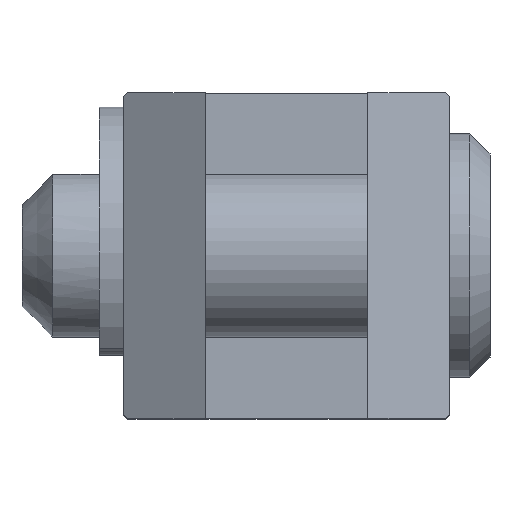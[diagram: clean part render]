
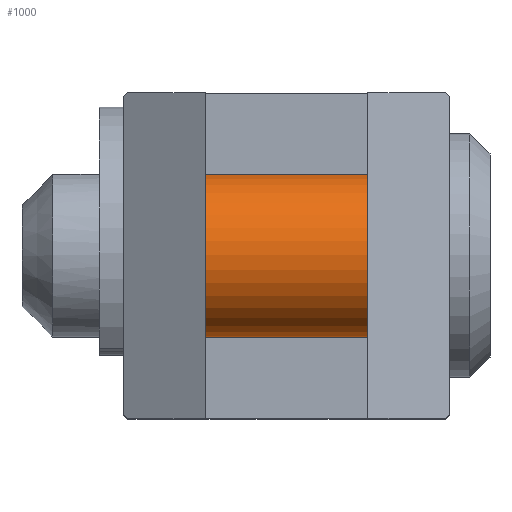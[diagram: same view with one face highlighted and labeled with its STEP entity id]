
A CAD part, top view. The second image highlights one B-rep face of the part: STEP entity #1000.
In plain terms, the highlighted cylindrical face has radius 2 mm (diameter 4 mm), a full revolution.
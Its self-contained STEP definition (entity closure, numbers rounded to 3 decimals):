
#33=CYLINDRICAL_SURFACE('',#1115,2.);
#100=CIRCLE('',#1095,2.);
#102=CIRCLE('',#1099,2.);
#257=ORIENTED_EDGE('',*,*,#470,.F.);
#258=ORIENTED_EDGE('',*,*,#474,.F.);
#470=EDGE_CURVE('',#593,#593,#100,.F.);
#474=EDGE_CURVE('',#594,#594,#102,.F.);
#593=VERTEX_POINT('',#1634);
#594=VERTEX_POINT('',#1641);
#808=EDGE_LOOP('',(#257));
#809=EDGE_LOOP('',(#258));
#892=FACE_BOUND('',#808,.T.);
#893=FACE_BOUND('',#809,.T.);
#1000=ADVANCED_FACE('',(#892,#893),#33,.T.);
#1095=AXIS2_PLACEMENT_3D('',#1633,#1275,#1276);
#1099=AXIS2_PLACEMENT_3D('',#1640,#1285,#1286);
#1115=AXIS2_PLACEMENT_3D('',#1662,#1317,#1318);
#1275=DIRECTION('',(-1.,0.,0.));
#1276=DIRECTION('',(0.,0.,1.));
#1285=DIRECTION('',(1.,0.,0.));
#1286=DIRECTION('',(0.,0.,-1.));
#1317=DIRECTION('',(1.,0.,0.));
#1318=DIRECTION('',(0.,0.,-1.));
#1633=CARTESIAN_POINT('',(2.,0.,16.));
#1634=CARTESIAN_POINT('',(2.,0.,18.));
#1640=CARTESIAN_POINT('',(-2.,0.,16.));
#1641=CARTESIAN_POINT('',(-2.,0.,14.));
#1662=CARTESIAN_POINT('',(5.,0.,16.));
